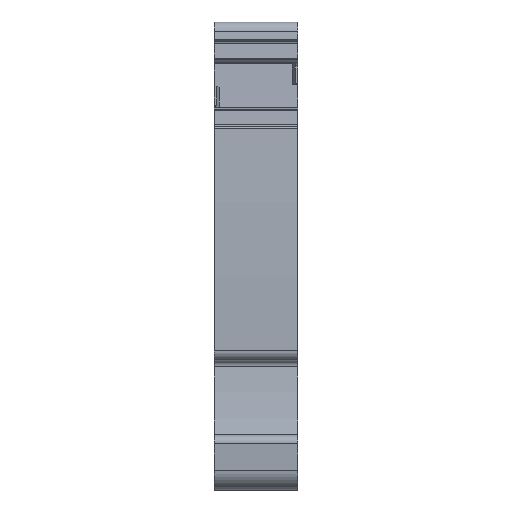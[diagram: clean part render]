
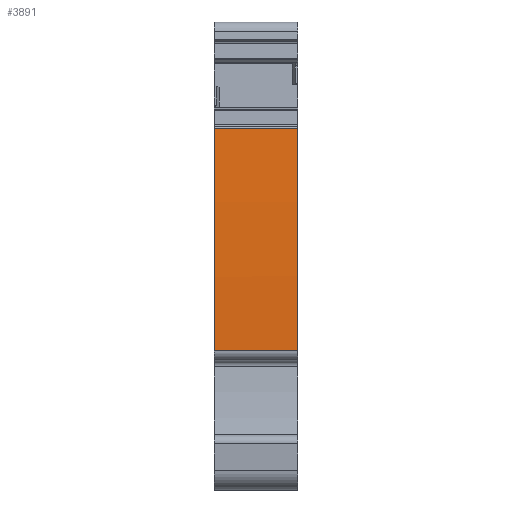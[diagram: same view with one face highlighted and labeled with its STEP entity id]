
A CAD part, front view. The second image highlights one B-rep face of the part: STEP entity #3891.
In plain terms, the highlighted cylindrical face has radius 250 mm (diameter 500 mm), a partial arc.
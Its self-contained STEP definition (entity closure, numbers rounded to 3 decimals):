
#2963=AXIS2_PLACEMENT_3D('Cylinder Axis2P3D',#2960,#2961,#2962) ;
#3869=AXIS2_PLACEMENT_3D('Circle Axis2P3D',#3867,#3868,$) ;
#3876=AXIS2_PLACEMENT_3D('Circle Axis2P3D',#3874,#3875,$) ;
#3881=AXIS2_PLACEMENT_3D('Circle Axis2P3D',#3879,#3880,$) ;
#2960=CARTESIAN_POINT('Axis2P3D Location',(4.,251.504,17.05)) ;
#3831=CARTESIAN_POINT('Line Origine',(4.,2.142,34.893)) ;
#3835=CARTESIAN_POINT('Vertex',(0.,2.142,34.893)) ;
#3837=CARTESIAN_POINT('Vertex',(8.05,2.142,34.893)) ;
#3858=CARTESIAN_POINT('Line Origine',(4.,1.53,13.436)) ;
#3862=CARTESIAN_POINT('Vertex',(0.,1.53,13.436)) ;
#3864=CARTESIAN_POINT('Vertex',(8.05,1.53,13.436)) ;
#3867=CARTESIAN_POINT('Axis2P3D Location',(8.05,251.504,17.05)) ;
#3871=CARTESIAN_POINT('Vertex',(8.05,1.53,13.45)) ;
#3874=CARTESIAN_POINT('Axis2P3D Location',(8.05,251.504,17.05)) ;
#3879=CARTESIAN_POINT('Axis2P3D Location',(0.,251.504,17.05)) ;
#2961=DIRECTION('Axis2P3D Direction',(1.,0.,0.)) ;
#2962=DIRECTION('Axis2P3D XDirection',(0.,-0.994,0.109)) ;
#3832=DIRECTION('Vector Direction',(1.,0.,0.)) ;
#3859=DIRECTION('Vector Direction',(1.,0.,0.)) ;
#3868=DIRECTION('Axis2P3D Direction',(1.,0.,0.)) ;
#3875=DIRECTION('Axis2P3D Direction',(1.,0.,0.)) ;
#3880=DIRECTION('Axis2P3D Direction',(1.,0.,0.)) ;
#3833=VECTOR('Line Direction',#3832,1.) ;
#3860=VECTOR('Line Direction',#3859,1.) ;
#3885=ORIENTED_EDGE('',*,*,#3866,.T.) ;
#3886=ORIENTED_EDGE('',*,*,#3873,.F.) ;
#3887=ORIENTED_EDGE('',*,*,#3878,.F.) ;
#3888=ORIENTED_EDGE('',*,*,#3839,.F.) ;
#3889=ORIENTED_EDGE('',*,*,#3883,.F.) ;
#3891=ADVANCED_FACE('PartBody',(#3890),#2964,.T.) ;
#3870=CIRCLE('generated circle',#3869,250.) ;
#3877=CIRCLE('generated circle',#3876,250.) ;
#3882=CIRCLE('generated circle',#3881,250.) ;
#2964=CYLINDRICAL_SURFACE('generated cylinder',#2963,250.) ;
#3839=EDGE_CURVE('',#3836,#3838,#3834,.T.) ;
#3866=EDGE_CURVE('',#3863,#3865,#3861,.T.) ;
#3873=EDGE_CURVE('',#3872,#3865,#3870,.T.) ;
#3878=EDGE_CURVE('',#3838,#3872,#3877,.T.) ;
#3883=EDGE_CURVE('',#3863,#3836,#3882,.F.) ;
#3884=EDGE_LOOP('',(#3885,#3886,#3887,#3888,#3889)) ;
#3890=FACE_OUTER_BOUND('',#3884,.T.) ;
#3834=LINE('Line',#3831,#3833) ;
#3861=LINE('Line',#3858,#3860) ;
#3836=VERTEX_POINT('',#3835) ;
#3838=VERTEX_POINT('',#3837) ;
#3863=VERTEX_POINT('',#3862) ;
#3865=VERTEX_POINT('',#3864) ;
#3872=VERTEX_POINT('',#3871) ;
